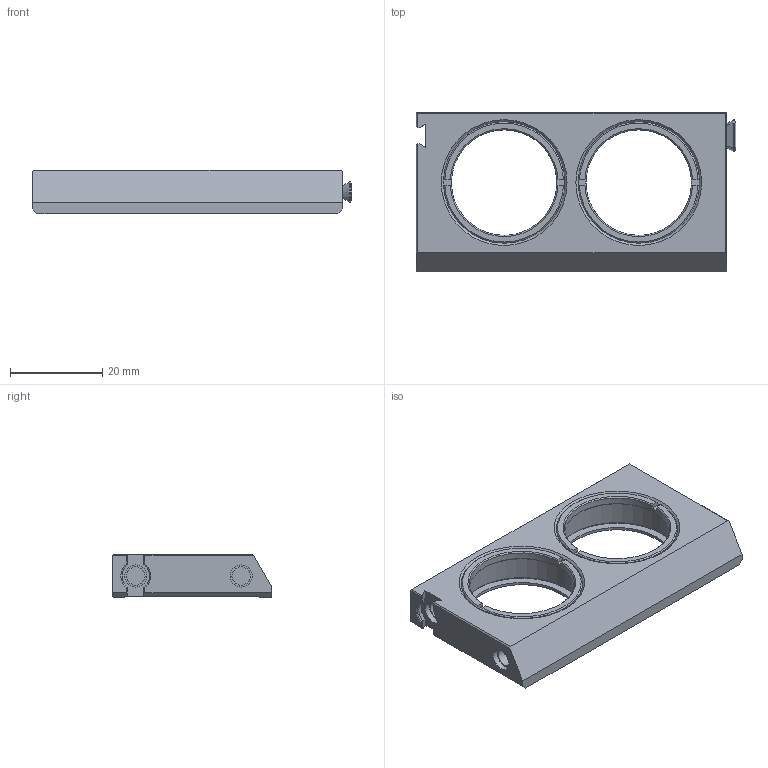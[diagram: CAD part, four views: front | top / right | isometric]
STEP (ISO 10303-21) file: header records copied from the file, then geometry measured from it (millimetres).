
FILE_DESCRIPTION (( 'STEP AP203' ), '1' );
FILE_NAME ('530144.STEP', '2025-05-07T03:52:53', ( 'Windows User' ), ( 'P R C' ), 'SwSTEP 2.0', 'SolidWorks 2020', '' );
FILE_SCHEMA (( 'CONFIG_CONTROL_DESIGN' ));
Length unit declared in the file: millimetre
Products named in the file (1): 530144
Bounding box: 69.29 x 34.54 x 9.4 mm (x, y, z)
Volume: 10725.7 mm3; surface area: 7398.4 mm2
Topology: 3 solids, 3 shells, 130 faces, 319 edges, 201 vertices
Faces by surface type: plane 83, cone 29, cylinder 18
Full cylindrical faces by diameter (mm): 4 x2, 4.796 x2, 22.9 x2, 24 x2, 26.289 x4, 27.289 x2
Entity records: 3684 total; most frequent: CARTESIAN_POINT 703, DIRECTION 589, ORIENTED_EDGE 566, EDGE_CURVE 283, AXIS2_PLACEMENT_3D 208, VERTEX_POINT 192, VECTOR 173, LINE 173
